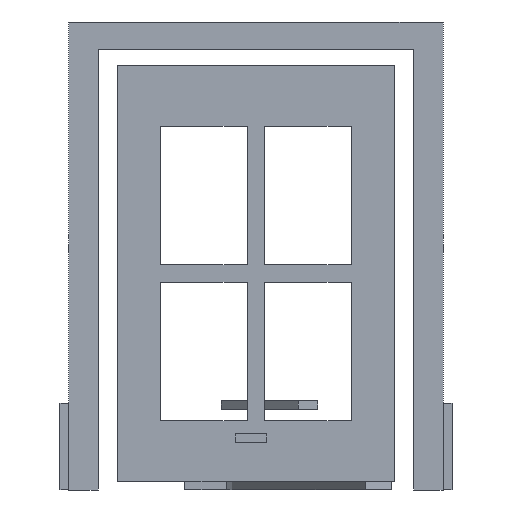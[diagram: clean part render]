
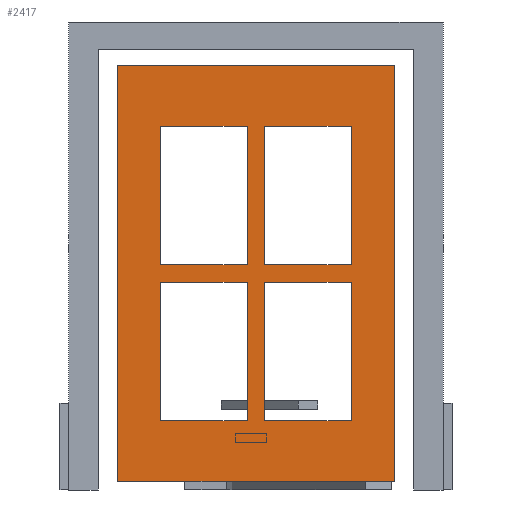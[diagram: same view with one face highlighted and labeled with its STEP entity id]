
A CAD part, front view. The second image highlights one B-rep face of the part: STEP entity #2417.
In plain terms, the highlighted planar face has unit normal (0, -1, 0).
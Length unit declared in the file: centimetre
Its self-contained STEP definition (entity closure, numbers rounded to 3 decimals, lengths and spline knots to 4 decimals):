
#80=FACE_BOUND($,#305,.T.);
#81=FACE_BOUND($,#306,.T.);
#82=FACE_BOUND($,#307,.T.);
#83=FACE_BOUND($,#308,.T.);
#84=FACE_BOUND($,#309,.T.);
#305=EDGE_LOOP($,(#1740,#1741,#1742,#1743));
#306=EDGE_LOOP($,(#1744,#1745,#1746,#1747));
#307=EDGE_LOOP($,(#1748,#1749,#1750,#1751));
#308=EDGE_LOOP($,(#1752,#1753,#1754,#1755));
#309=EDGE_LOOP($,(#1756,#1757,#1758,#1759));
#479=LINE($,#3275,#763);
#483=LINE($,#3284,#767);
#486=LINE($,#3291,#770);
#490=LINE($,#3300,#774);
#494=LINE($,#3308,#778);
#497=LINE($,#3315,#781);
#501=LINE($,#3322,#785);
#504=LINE($,#3329,#788);
#507=LINE($,#3334,#791);
#510=LINE($,#3340,#794);
#512=LINE($,#3343,#796);
#514=LINE($,#3346,#798);
#517=LINE($,#3353,#801);
#520=LINE($,#3358,#804);
#523=LINE($,#3365,#807);
#526=LINE($,#3370,#810);
#528=LINE($,#3373,#812);
#530=LINE($,#3377,#814);
#534=LINE($,#3385,#818);
#536=LINE($,#3388,#820);
#763=VECTOR($,#2744,4.);
#767=VECTOR($,#2750,2.5);
#770=VECTOR($,#2755,4.);
#774=VECTOR($,#2761,4.);
#778=VECTOR($,#2767,2.5);
#781=VECTOR($,#2772,2.5);
#785=VECTOR($,#2778,4.);
#788=VECTOR($,#2783,4.);
#791=VECTOR($,#2788,2.5);
#794=VECTOR($,#2793,2.5);
#796=VECTOR($,#2797,4.);
#798=VECTOR($,#2801,2.5);
#801=VECTOR($,#2806,4.);
#804=VECTOR($,#2811,4.);
#807=VECTOR($,#2816,12.);
#810=VECTOR($,#2821,2.5);
#812=VECTOR($,#2825,2.5);
#814=VECTOR($,#2829,8.);
#818=VECTOR($,#2835,8.);
#820=VECTOR($,#2839,12.);
#1032=VERTEX_POINT($,#3271);
#1034=VERTEX_POINT($,#3274);
#1037=VERTEX_POINT($,#3281);
#1038=VERTEX_POINT($,#3283);
#1040=VERTEX_POINT($,#3289);
#1041=VERTEX_POINT($,#3290);
#1044=VERTEX_POINT($,#3298);
#1045=VERTEX_POINT($,#3299);
#1048=VERTEX_POINT($,#3307);
#1050=VERTEX_POINT($,#3313);
#1051=VERTEX_POINT($,#3314);
#1054=VERTEX_POINT($,#3325);
#1056=VERTEX_POINT($,#3328);
#1059=VERTEX_POINT($,#3338);
#1060=VERTEX_POINT($,#3349);
#1062=VERTEX_POINT($,#3352);
#1065=VERTEX_POINT($,#3362);
#1066=VERTEX_POINT($,#3364);
#1068=VERTEX_POINT($,#3376);
#1071=VERTEX_POINT($,#3383);
#1283=EDGE_CURVE($,#1034,#1032,#479,.T.);
#1287=EDGE_CURVE($,#1037,#1038,#483,.T.);
#1290=EDGE_CURVE($,#1040,#1041,#486,.T.);
#1294=EDGE_CURVE($,#1044,#1045,#490,.T.);
#1298=EDGE_CURVE($,#1048,#1034,#494,.T.);
#1301=EDGE_CURVE($,#1050,#1051,#497,.T.);
#1305=EDGE_CURVE($,#1051,#1038,#501,.T.);
#1308=EDGE_CURVE($,#1056,#1054,#504,.T.);
#1311=EDGE_CURVE($,#1045,#1040,#507,.T.);
#1314=EDGE_CURVE($,#1059,#1032,#510,.T.);
#1316=EDGE_CURVE($,#1048,#1059,#512,.T.);
#1318=EDGE_CURVE($,#1041,#1044,#514,.T.);
#1321=EDGE_CURVE($,#1062,#1060,#517,.T.);
#1324=EDGE_CURVE($,#1037,#1050,#520,.T.);
#1327=EDGE_CURVE($,#1065,#1066,#523,.T.);
#1330=EDGE_CURVE($,#1056,#1060,#526,.T.);
#1332=EDGE_CURVE($,#1062,#1054,#528,.T.);
#1334=EDGE_CURVE($,#1066,#1068,#530,.T.);
#1338=EDGE_CURVE($,#1071,#1065,#534,.T.);
#1340=EDGE_CURVE($,#1071,#1068,#536,.T.);
#1740=ORIENTED_EDGE($,*,*,#1318,.T.);
#1741=ORIENTED_EDGE($,*,*,#1294,.T.);
#1742=ORIENTED_EDGE($,*,*,#1311,.T.);
#1743=ORIENTED_EDGE($,*,*,#1290,.T.);
#1744=ORIENTED_EDGE($,*,*,#1314,.F.);
#1745=ORIENTED_EDGE($,*,*,#1316,.F.);
#1746=ORIENTED_EDGE($,*,*,#1298,.T.);
#1747=ORIENTED_EDGE($,*,*,#1283,.T.);
#1748=ORIENTED_EDGE($,*,*,#1332,.F.);
#1749=ORIENTED_EDGE($,*,*,#1321,.T.);
#1750=ORIENTED_EDGE($,*,*,#1330,.F.);
#1751=ORIENTED_EDGE($,*,*,#1308,.T.);
#1752=ORIENTED_EDGE($,*,*,#1301,.T.);
#1753=ORIENTED_EDGE($,*,*,#1305,.T.);
#1754=ORIENTED_EDGE($,*,*,#1287,.F.);
#1755=ORIENTED_EDGE($,*,*,#1324,.T.);
#1756=ORIENTED_EDGE($,*,*,#1334,.F.);
#1757=ORIENTED_EDGE($,*,*,#1327,.F.);
#1758=ORIENTED_EDGE($,*,*,#1338,.F.);
#1759=ORIENTED_EDGE($,*,*,#1340,.T.);
#2299=PLANE($,#2578);
#2417=ADVANCED_FACE($,(#80,#81,#82,#83,#84),#2299,.T.);
#2578=AXIS2_PLACEMENT_3D($,#3387,#2837,#2838);
#2744=DIRECTION($,(0.,0.,1.));
#2750=DIRECTION($,(-1.,0.,0.));
#2755=DIRECTION($,(0.,0.,-1.));
#2761=DIRECTION($,(0.,0.,1.));
#2767=DIRECTION($,(-1.,0.,0.));
#2772=DIRECTION($,(-1.,0.,0.));
#2778=DIRECTION($,(0.,0.,1.));
#2783=DIRECTION($,(0.,0.,-1.));
#2788=DIRECTION($,(1.,0.,0.));
#2793=DIRECTION($,(-1.,0.,0.));
#2797=DIRECTION($,(0.,0.,1.));
#2801=DIRECTION($,(-1.,0.,0.));
#2806=DIRECTION($,(0.,0.,1.));
#2811=DIRECTION($,(0.,0.,-1.));
#2816=DIRECTION($,(0.,0.,-1.));
#2821=DIRECTION($,(-1.,0.,0.));
#2825=DIRECTION($,(1.,0.,0.));
#2829=DIRECTION($,(-1.,0.,0.));
#2835=DIRECTION($,(1.,0.,0.));
#2837=DIRECTION('center_axis',(0.,-1.,0.));
#2838=DIRECTION('ref_axis',(0.,0.,-1.));
#2839=DIRECTION($,(0.,0.,-1.));
#3271=CARTESIAN_POINT('',(-20.9494,3.8123,10.4893));
#3274=CARTESIAN_POINT('',(-20.9494,3.8123,6.4892));
#3275=CARTESIAN_POINT($,(-20.9494,3.8123,6.4892));
#3281=CARTESIAN_POINT('',(-18.4494,3.8123,5.9893));
#3283=CARTESIAN_POINT('',(-20.9494,3.8123,5.9893));
#3284=CARTESIAN_POINT($,(-18.4494,3.8123,5.9893));
#3289=CARTESIAN_POINT('',(-15.4495,3.8123,5.9893));
#3290=CARTESIAN_POINT('',(-15.4495,3.8123,1.9893));
#3291=CARTESIAN_POINT($,(-15.4495,3.8123,5.9893));
#3298=CARTESIAN_POINT('',(-17.9495,3.8123,1.9893));
#3299=CARTESIAN_POINT('',(-17.9495,3.8123,5.9893));
#3300=CARTESIAN_POINT($,(-17.9495,3.8123,1.9893));
#3307=CARTESIAN_POINT('',(-18.4494,3.8123,6.4892));
#3308=CARTESIAN_POINT($,(-18.4494,3.8123,6.4892));
#3313=CARTESIAN_POINT('',(-18.4494,3.8123,1.9893));
#3314=CARTESIAN_POINT('',(-20.9494,3.8123,1.9893));
#3315=CARTESIAN_POINT($,(-18.4494,3.8123,1.9893));
#3322=CARTESIAN_POINT($,(-20.9494,3.8123,1.9893));
#3325=CARTESIAN_POINT('',(-15.4495,3.8123,6.4892));
#3328=CARTESIAN_POINT('',(-15.4495,3.8123,10.4893));
#3329=CARTESIAN_POINT($,(-15.4495,3.8123,10.4893));
#3334=CARTESIAN_POINT($,(-17.9495,3.8123,5.9893));
#3338=CARTESIAN_POINT('',(-18.4494,3.8123,10.4893));
#3340=CARTESIAN_POINT($,(-18.4494,3.8123,10.4893));
#3343=CARTESIAN_POINT($,(-18.4494,3.8123,6.4892));
#3346=CARTESIAN_POINT($,(-15.4495,3.8123,1.9893));
#3349=CARTESIAN_POINT('',(-17.9495,3.8123,10.4893));
#3352=CARTESIAN_POINT('',(-17.9495,3.8123,6.4892));
#3353=CARTESIAN_POINT($,(-17.9495,3.8123,6.4892));
#3358=CARTESIAN_POINT($,(-18.4494,3.8123,5.9893));
#3362=CARTESIAN_POINT('',(-14.1995,3.8123,12.2393));
#3364=CARTESIAN_POINT('',(-14.1995,3.8123,0.2392));
#3365=CARTESIAN_POINT($,(-14.1995,3.8123,12.2393));
#3370=CARTESIAN_POINT($,(-15.4495,3.8123,10.4893));
#3373=CARTESIAN_POINT($,(-17.9495,3.8123,6.4892));
#3376=CARTESIAN_POINT('',(-22.1994,3.8123,0.2392));
#3377=CARTESIAN_POINT($,(-14.1995,3.8123,0.2392));
#3383=CARTESIAN_POINT('',(-22.1994,3.8123,12.2393));
#3385=CARTESIAN_POINT($,(-22.1994,3.8123,12.2393));
#3387=CARTESIAN_POINT('Origin',(-18.1994,3.8123,6.2392));
#3388=CARTESIAN_POINT($,(-22.1994,3.8123,12.2393));
